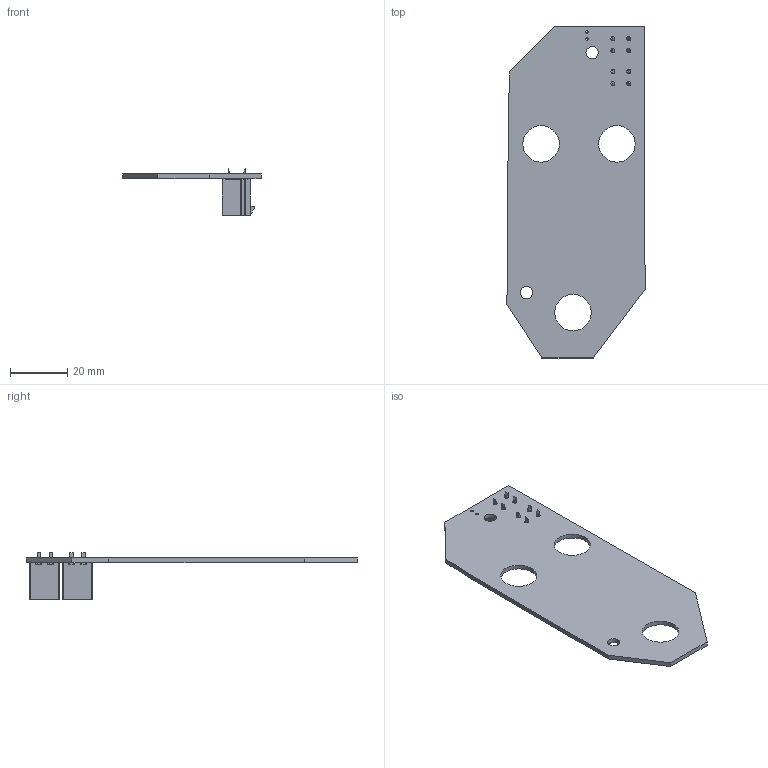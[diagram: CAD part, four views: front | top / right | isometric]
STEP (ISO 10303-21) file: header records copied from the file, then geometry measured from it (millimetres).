
FILE_DESCRIPTION(('KiCad electronic assembly'),'2;1');
FILE_NAME('APU PANEL.step','2023-01-09T12:31:15',('Pcbnew'),('Kicad'), 'Open CASCADE STEP processor 7.6','KiCad to STEP converter','Unknown' );
FILE_SCHEMA(('AUTOMOTIVE_DESIGN { 1 0 10303 214 1 1 1 1 }'));
Length unit declared in the file: millimetre
Products named in the file (4): APU PANEL 1; Molex_Mini-Fit_Jr_5566-04A_2x02_P4.20mm_Vertical; SOLID; APU PANEL PCB
Assembly tree (4 placements, depth 3):
  APU PANEL 1
    Molex_Mini-Fit_Jr_5566-04A_2x02_P4.20mm_Vertical  x2
      SOLID
    APU PANEL PCB
Bounding box: 48.11 x 115.62 x 16.3 mm (x, y, z)
Volume: 8892.2 mm3; surface area: 12807.7 mm2
Topology: 3 solids, 3 shells, 283 faces, 755 edges, 502 vertices
Faces by surface type: plane 266, cylinder 17
Full cylindrical faces by diameter (mm): 0.9 x2, 1.4 x8, 4.3 x2, 12.7 x3
Entity records: 10240 total; most frequent: CARTESIAN_POINT 1675, DIRECTION 1585, LINE 1172, VECTOR 1172, ORIENTED_EDGE 824, PCURVE 824, DEFINITIONAL_REPRESENTATION 824, EDGE_CURVE 412
